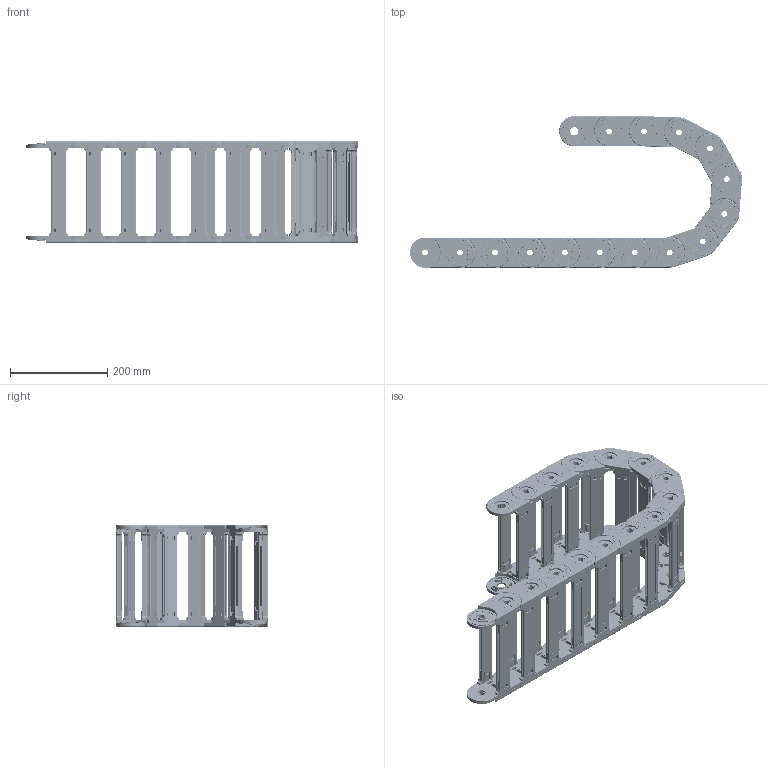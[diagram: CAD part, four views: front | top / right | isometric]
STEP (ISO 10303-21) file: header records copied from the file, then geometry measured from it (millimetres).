
FILE_DESCRIPTION (( 'STEP AP214' ), '1' );
FILE_NAME ('CK40-A180-R125.STEP', '2019-09-06T14:42:14', ( '' ), ( '' ), 'SwSTEP 2.0', 'SolidWorks 2017', '' );
FILE_SCHEMA (( 'AUTOMOTIVE_DESIGN' ));
Length unit declared in the file: millimetre
Products named in the file (2): CK40-A180; CK40-A180-R125
Assembly tree (15 placements, depth 2):
  CK40-A180-R125
    CK40-A180  x15
Bounding box: 684.14 x 312 x 209.4 mm (x, y, z)
Volume: 2674951.1 mm3; surface area: 1578826.7 mm2
Topology: 60 solids, 150 shells, 14580 faces, 37410 edges, 24180 vertices
Faces by surface type: plane 6180, cylinder 5040, bspline 1560, torus 1500, sphere 300
Entity records: 35289 total; most frequent: CARTESIAN_POINT 11400, DIRECTION 4968, ORIENTED_EDGE 4968, EDGE_CURVE 2484, AXIS2_PLACEMENT_3D 1808, VERTEX_POINT 1612, VECTOR 1352, LINE 1352
